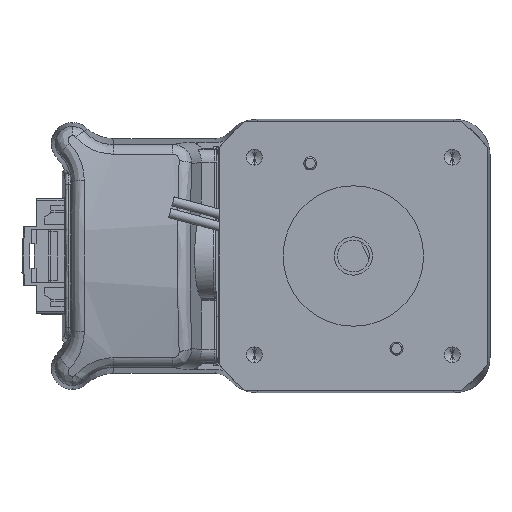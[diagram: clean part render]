
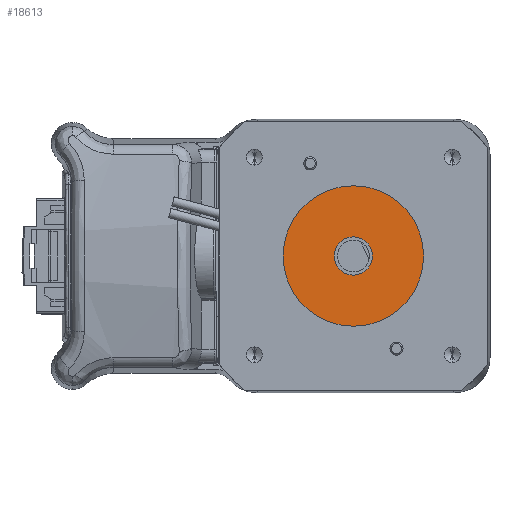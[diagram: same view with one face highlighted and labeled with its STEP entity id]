
A CAD part, left-side view. The second image highlights one B-rep face of the part: STEP entity #18613.
In plain terms, the highlighted face is planar.
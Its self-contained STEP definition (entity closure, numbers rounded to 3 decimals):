
#2617 = DIRECTION ( 'NONE',  ( -1., 0., 0. ) ) ;
#11786 = PLANE ( 'NONE',  #92523 ) ;
#14874 = CIRCLE ( 'NONE', #42254, 3. ) ;
#16003 = CARTESIAN_POINT ( 'NONE',  ( 0., 0., 45.98 ) ) ;
#16192 = EDGE_LOOP ( 'NONE', ( #57602, #46910 ) ) ;
#18613 = ADVANCED_FACE ( 'NONE', ( #97504, #42645 ), #11786, .T. ) ;
#22220 = DIRECTION ( 'NONE',  ( 1., 0., 0. ) ) ;
#23984 = DIRECTION ( 'NONE',  ( 0., 0., -1. ) ) ;
#26392 = DIRECTION ( 'NONE',  ( 1., 0., 0. ) ) ;
#31090 = VERTEX_POINT ( 'NONE', #113168 ) ;
#33396 = EDGE_CURVE ( 'NONE', #41656, #100554, #130490, .T. ) ;
#38193 = CARTESIAN_POINT ( 'NONE',  ( 0., 0., 45.98 ) ) ;
#41656 = VERTEX_POINT ( 'NONE', #79568 ) ;
#41898 = EDGE_CURVE ( 'NONE', #100554, #41656, #103330, .T. ) ;
#42254 = AXIS2_PLACEMENT_3D ( 'NONE', #38193, #110479, #48590 ) ;
#42645 = FACE_BOUND ( 'NONE', #16192, .T. ) ;
#46910 = ORIENTED_EDGE ( 'NONE', *, *, #53514, .T. ) ;
#48590 = DIRECTION ( 'NONE',  ( 1., 0., 0. ) ) ;
#49633 = VERTEX_POINT ( 'NONE', #75438 ) ;
#52027 = CARTESIAN_POINT ( 'NONE',  ( 0., 0., 45.98 ) ) ;
#53514 = EDGE_CURVE ( 'NONE', #49633, #31090, #68774, .T. ) ;
#57602 = ORIENTED_EDGE ( 'NONE', *, *, #127184, .T. ) ;
#64554 = DIRECTION ( 'NONE',  ( 0., 0., -1. ) ) ;
#68774 = CIRCLE ( 'NONE', #119728, 3. ) ;
#75438 = CARTESIAN_POINT ( 'NONE',  ( -3., 0., 45.98 ) ) ;
#79568 = CARTESIAN_POINT ( 'NONE',  ( -11., 0., 45.98 ) ) ;
#84080 = DIRECTION ( 'NONE',  ( 0., 0., 1. ) ) ;
#85870 = CARTESIAN_POINT ( 'NONE',  ( 0., 0., 45.98 ) ) ;
#88307 = DIRECTION ( 'NONE',  ( 0., 0., -1. ) ) ;
#92523 = AXIS2_PLACEMENT_3D ( 'NONE', #52027, #84080, #22220 ) ;
#96030 = ORIENTED_EDGE ( 'NONE', *, *, #33396, .F. ) ;
#96193 = DIRECTION ( 'NONE',  ( -1., 0., 0. ) ) ;
#97504 = FACE_OUTER_BOUND ( 'NONE', #124425, .T. ) ;
#100554 = VERTEX_POINT ( 'NONE', #100850 ) ;
#100850 = CARTESIAN_POINT ( 'NONE',  ( 11., 0., 45.98 ) ) ;
#102006 = AXIS2_PLACEMENT_3D ( 'NONE', #126497, #64554, #2617 ) ;
#103330 = CIRCLE ( 'NONE', #122478, 11. ) ;
#103807 = ORIENTED_EDGE ( 'NONE', *, *, #41898, .F. ) ;
#110479 = DIRECTION ( 'NONE',  ( 0., 0., -1. ) ) ;
#113168 = CARTESIAN_POINT ( 'NONE',  ( 3., 0., 45.98 ) ) ;
#119728 = AXIS2_PLACEMENT_3D ( 'NONE', #16003, #88307, #26392 ) ;
#122478 = AXIS2_PLACEMENT_3D ( 'NONE', #85870, #23984, #96193 ) ;
#124425 = EDGE_LOOP ( 'NONE', ( #96030, #103807 ) ) ;
#126497 = CARTESIAN_POINT ( 'NONE',  ( 0., 0., 45.98 ) ) ;
#127184 = EDGE_CURVE ( 'NONE', #31090, #49633, #14874, .T. ) ;
#130490 = CIRCLE ( 'NONE', #102006, 11. ) ;
